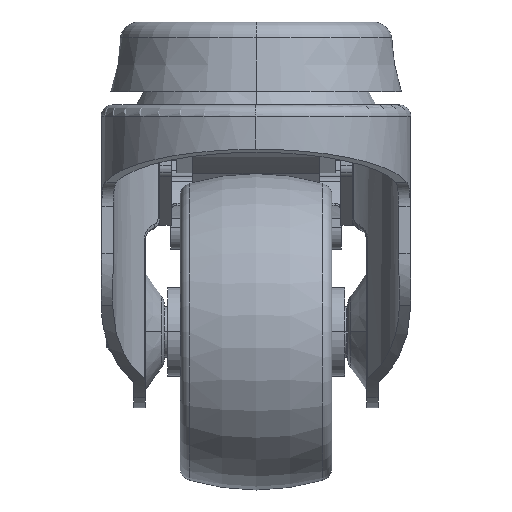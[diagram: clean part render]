
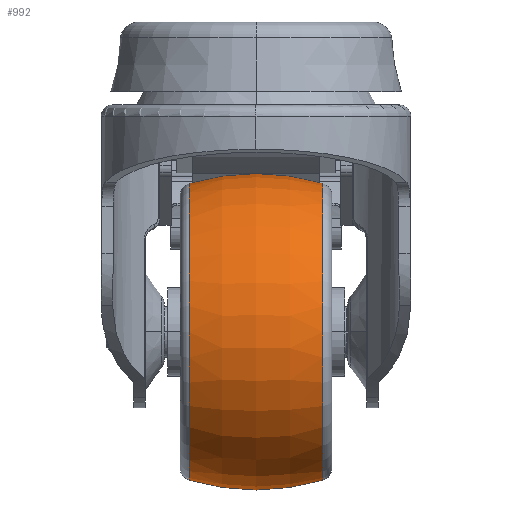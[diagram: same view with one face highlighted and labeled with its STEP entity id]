
A CAD part, left-side view. The second image highlights one B-rep face of the part: STEP entity #992.
In plain terms, the highlighted toroidal (fillet/blend) face has major radius 12 mm and minor radius 37 mm.
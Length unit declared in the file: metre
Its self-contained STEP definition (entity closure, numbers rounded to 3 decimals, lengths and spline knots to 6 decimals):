
#992=ADVANCED_FACE('1:3305',(#2061),#2062,.T.);
#2061=FACE_OUTER_BOUND('',#6636,.T.);
#2062=TOROIDAL_SURFACE('',#6637,-0.012,0.037);
#6636=EDGE_LOOP('',(#17423,#17424,#17425,#17426,#17427,#17428));
#6637=AXIS2_PLACEMENT_3D('',#17429,#17430,#17431);
#17423=ORIENTED_EDGE('',*,*,#20000,.F.);
#17424=ORIENTED_EDGE('',*,*,#20001,.T.);
#17425=ORIENTED_EDGE('',*,*,#20002,.T.);
#17426=ORIENTED_EDGE('',*,*,#20003,.F.);
#17427=ORIENTED_EDGE('',*,*,#19996,.F.);
#17428=ORIENTED_EDGE('',*,*,#19995,.F.);
#17429=CARTESIAN_POINT('',(0.,0.0,0.0));
#17430=DIRECTION('',(1.0,0.,0.0));
#17431=DIRECTION('',(0.0,0.0,-1.0));
#19995=EDGE_CURVE('1:3326',#22160,#22163,#22164,.T.);
#19996=EDGE_CURVE('1:3326',#22163,#22165,#22166,.T.);
#20000=EDGE_CURVE('',#22172,#22160,#22173,.T.);
#20001=EDGE_CURVE('1:3320',#22172,#22174,#22175,.T.);
#20002=EDGE_CURVE('1:3320',#22174,#22176,#22177,.T.);
#20003=EDGE_CURVE('',#22165,#22176,#22178,.T.);
#22160=VERTEX_POINT('',#26192);
#22163=VERTEX_POINT('',#26195);
#22164=CIRCLE('',#26196,0.023458);
#22165=VERTEX_POINT('',#26197);
#22166=CIRCLE('',#26198,0.023458);
#22172=VERTEX_POINT('',#26204);
#22173=CIRCLE('',#26205,0.037);
#22174=VERTEX_POINT('',#26206);
#22175=CIRCLE('',#26207,0.023458);
#22176=VERTEX_POINT('',#26208);
#22177=CIRCLE('',#26209,0.023458);
#22178=CIRCLE('',#26210,0.037);
#26192=CARTESIAN_POINT('',(0.010571,0.,-0.023458));
#26195=CARTESIAN_POINT('',(0.010571,0.023458,0.0));
#26196=AXIS2_PLACEMENT_3D('',#38088,#38089,#38090);
#26197=CARTESIAN_POINT('',(0.010571,0.,0.023458));
#26198=AXIS2_PLACEMENT_3D('',#38091,#38092,#38093);
#26204=CARTESIAN_POINT('',(-0.010571,0.,-0.023458));
#26205=AXIS2_PLACEMENT_3D('',#38103,#38104,#38105);
#26206=CARTESIAN_POINT('',(-0.010571,0.023458,0.0));
#26207=AXIS2_PLACEMENT_3D('',#38106,#38107,#38108);
#26208=CARTESIAN_POINT('',(-0.010571,0.,0.023458));
#26209=AXIS2_PLACEMENT_3D('',#38109,#38110,#38111);
#26210=AXIS2_PLACEMENT_3D('',#38112,#38113,#38114);
#38088=CARTESIAN_POINT('',(0.010571,0.,0.0));
#38089=DIRECTION('',(1.0,0.,-0.0));
#38090=DIRECTION('',(0.,1.0,0.0));
#38091=CARTESIAN_POINT('',(0.010571,0.,0.0));
#38092=DIRECTION('',(1.0,0.,-0.0));
#38093=DIRECTION('',(0.,1.0,0.0));
#38103=CARTESIAN_POINT('',(0.,0.,0.012));
#38104=DIRECTION('',(0.,-1.0,0.));
#38105=DIRECTION('',(0.,0.,-1.0));
#38106=CARTESIAN_POINT('',(-0.010571,0.,0.0));
#38107=DIRECTION('',(1.0,0.,-0.0));
#38108=DIRECTION('',(0.,1.0,0.0));
#38109=CARTESIAN_POINT('',(-0.010571,0.,0.0));
#38110=DIRECTION('',(1.0,0.,-0.0));
#38111=DIRECTION('',(0.,1.0,0.0));
#38112=CARTESIAN_POINT('',(0.,0.,-0.012));
#38113=DIRECTION('',(0.,-1.0,0.));
#38114=DIRECTION('',(0.,0.,1.0));
